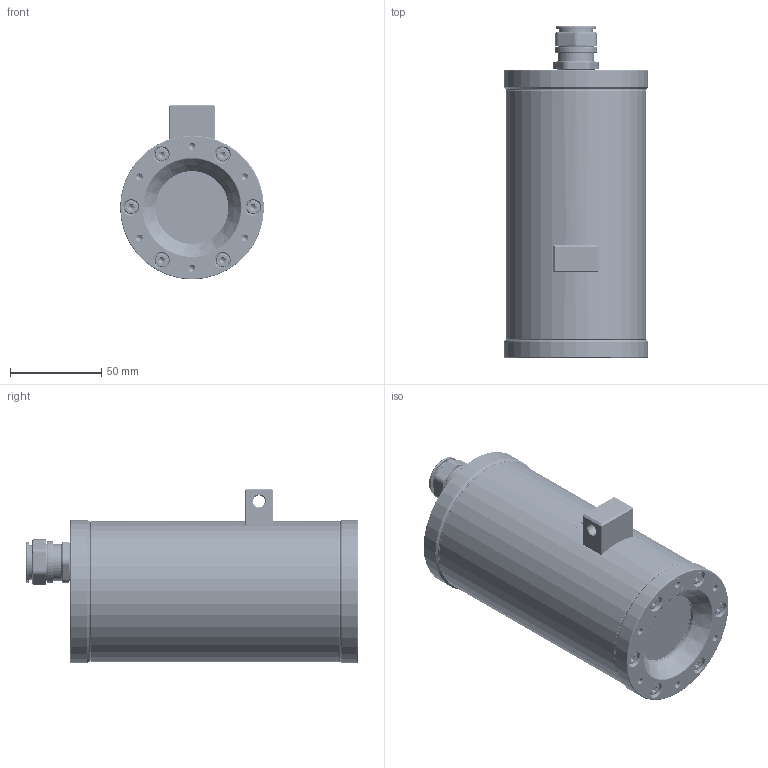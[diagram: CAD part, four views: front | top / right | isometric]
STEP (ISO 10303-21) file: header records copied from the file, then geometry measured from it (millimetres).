
FILE_DESCRIPTION(/* description */ (''),/* implementation_level */ '2;1');
FILE_NAME(/* name */ 'T08 ExCam miniTube IP_(DOWNLOAD BEREICH).stp',/* time_stamp */ '2024-02-20T15:28:08+01:00',/* author */ ('Thiemo Gruber'),/* organization */ (''),/* preprocessor_version */ 'ST-DEVELOPER v20',/* originating_system */ 'Autodesk Inventor 2024',/* authorisation */ '');
FILE_SCHEMA (('AUTOMOTIVE_DESIGN { 1 0 10303 214 3 1 1 }'));
Products named in the file (19): T08 ExCam miniTube IP_rev.01_(Download Bereich); T07-VA1.2.K1.BOR_(rev.01); VA1.x.Flanschdichtung rev.1; VA1.2.R_rev.01; KLE ADE 1F Typ5 M20; VA1.x.K1 (vers.2 rev.04); VA1.x.BOR(Fase_Standard)_rev.01; VA1.x.BOR (mit Fase_Standard)_rev.01; VA1.x.Flanschdichtung; VA1.x.Compound; Glas Edel 20; VA.Glasdichtung; Passscheibe; VA.BOR.Sicherungsring; M4x0,7 10mm FR; DIN 912 - M4 x 10; DIN 128 - A4; KLE Gummieinsatz M20_(Silikon); Motorzoom Objektiv
Assembly tree (29 placements, depth 5):
  T08 ExCam miniTube IP_rev.01_(Download Bereich)
    T07-VA1.2.K1.BOR_(rev.01)
      VA1.x.Flanschdichtung rev.1
      VA1.2.R_rev.01
      KLE ADE 1F Typ5 M20
      VA1.x.K1 (vers.2 rev.04)
      M4x0,7 10mm FR  x6
        DIN 912 - M4 x 10
        DIN 128 - A4
      VA1.x.BOR(Fase_Standard)_rev.01
        VA1.x.BOR (mit Fase_Standard)_rev.01
        VA1.x.Flanschdichtung
        VA1.x.Compound
        Glas Edel 20
        VA.Glasdichtung
        Passscheibe
        VA.BOR.Sicherungsring
        M4x0,7 10mm FR  x6
          DIN 912 - M4 x 10
          DIN 128 - A4
      KLE Gummieinsatz M20_(Silikon)
    Motorzoom Objektiv
Bounding box: 79 x 182.1 x 96 mm (x, y, z)
Volume: 281603.3 mm3; surface area: 163535 mm2
Topology: 38 solids, 53 shells, 7133 faces, 19205 edges, 12226 vertices
Faces by surface type: cylinder 2655, plane 2372, bspline 1201, torus 503, cone 335, sphere 67
Full cylindrical faces by diameter (mm): 0.5 x6, 0.68 x2, 0.7 x4, 0.8 x16, 0.82 x2, 0.9 x1, 1 x6, 1.1 x2, 1.2 x20, 1.3 x6, 1.4 x6, 1.5 x3, 1.6 x8, 2 x3, 2.459 x7, 2.5 x16, 2.8 x3, 3 x1, 3.242 x20, 3.5 x1, 3.8 x5, 3.812 x1, 4 x14, 4.3 x2, 4.5 x18, 6.5 x1, 7 x12, 8 x12, 8.6 x1, 9.1 x1
Entity records: 266975 total; most frequent: CARTESIAN_POINT 104636, ORIENTED_EDGE 34990, DIRECTION 32857, EDGE_CURVE 17501, AXIS2_PLACEMENT_3D 12427, VERTEX_POINT 11280, LINE 8003, VECTOR 8003
